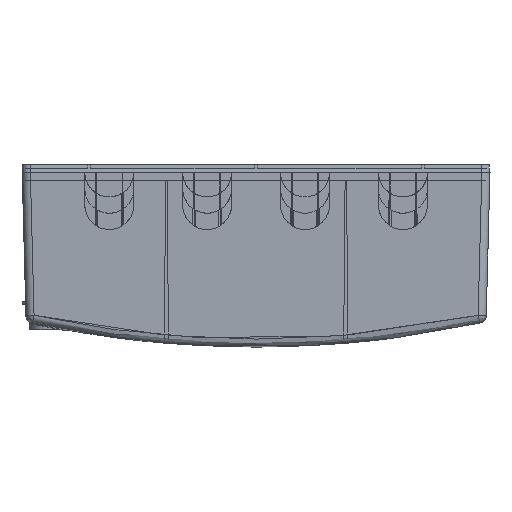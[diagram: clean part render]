
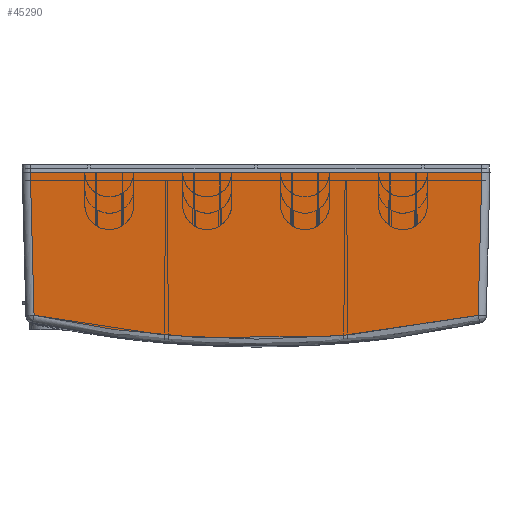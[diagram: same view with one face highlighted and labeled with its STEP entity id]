
A CAD part, left-side view. The second image highlights one B-rep face of the part: STEP entity #45290.
In plain terms, the highlighted planar face has unit normal (-1, 0, -0.026).
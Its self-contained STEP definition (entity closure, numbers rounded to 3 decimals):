
#7567 = CARTESIAN_POINT ( 'NONE',  ( -324.061, -80.063, -41.325 ) ) ;
#8723 = EDGE_CURVE ( 'NONE', #9177, #62200, #123966, .T. ) ;
#9177 = VERTEX_POINT ( 'NONE', #115423 ) ;
#9601 = CARTESIAN_POINT ( 'NONE',  ( -324.225, -115.475, -35.054 ) ) ;
#11184 = ORIENTED_EDGE ( 'NONE', *, *, #21533, .F. ) ;
#14569 = CARTESIAN_POINT ( 'NONE',  ( -326.627, -133.834, 56.646 ) ) ;
#21344 = CARTESIAN_POINT ( 'NONE',  ( -324.317, 140.689, -31.572 ) ) ;
#21533 = EDGE_CURVE ( 'NONE', #9177, #48896, #107748, .T. ) ;
#22174 = EDGE_LOOP ( 'NONE', ( #112222, #32832, #11184, #75892 ) ) ;
#25478 = VECTOR ( 'NONE', #41628, 1000. ) ;
#28147 = DIRECTION ( 'NONE',  ( 0.026, 0.026, -0.999 ) ) ;
#29883 = VECTOR ( 'NONE', #28147, 1000. ) ;
#32832 = ORIENTED_EDGE ( 'NONE', *, *, #62550, .F. ) ;
#41628 = DIRECTION ( 'NONE',  ( 0., 1., 0. ) ) ;
#45290 = ADVANCED_FACE ( 'NONE', ( #71173 ), #81372, .F. ) ;
#46216 =( BOUNDED_CURVE ( )  B_SPLINE_CURVE ( 3, ( #110950, #9601, #7567, #51063, #81678, #112312, #70799, #78978 ),
 .UNSPECIFIED., .F., .F. ) 
 B_SPLINE_CURVE_WITH_KNOTS ( ( 4, 1, 1, 1, 1, 4 ),
 ( 0., 0.18, 0.393, 0.607, 0.82, 1. ),
 .UNSPECIFIED. ) 
 CURVE ( )  GEOMETRIC_REPRESENTATION_ITEM ( )  RATIONAL_B_SPLINE_CURVE ( ( 1.165, 1.165, 1.165, 1.165, 1.165, 1.165, 1.165, 1.165 ) ) 
 REPRESENTATION_ITEM ( '' )  );
#48896 = VERTEX_POINT ( 'NONE', #102309 ) ;
#51063 = CARTESIAN_POINT ( 'NONE',  ( -323.929, -24.771, -46.386 ) ) ;
#62200 = VERTEX_POINT ( 'NONE', #111778 ) ;
#62550 = EDGE_CURVE ( 'NONE', #48896, #125279, #46216, .T. ) ;
#68231 = DIRECTION ( 'NONE',  ( 0.026, -0.026, -0.999 ) ) ;
#70799 = CARTESIAN_POINT ( 'NONE',  ( -324.225, 124.609, -35.061 ) ) ;
#71173 = FACE_OUTER_BOUND ( 'NONE', #22174, .T. ) ;
#75892 = ORIENTED_EDGE ( 'NONE', *, *, #8723, .T. ) ;
#78492 = EDGE_CURVE ( 'NONE', #62200, #125279, #86623, .T. ) ;
#78978 = CARTESIAN_POINT ( 'NONE',  ( -324.317, 140.689, -31.572 ) ) ;
#81372 = PLANE ( 'NONE',  #131028 ) ;
#81678 = CARTESIAN_POINT ( 'NONE',  ( -323.929, 33.841, -46.391 ) ) ;
#86623 = LINE ( 'NONE', #128139, #106527 ) ;
#92243 = DIRECTION ( 'NONE',  ( 1., 0., 0.026 ) ) ;
#93320 = CARTESIAN_POINT ( 'NONE',  ( -326.612, 4.582, 56.065 ) ) ;
#102309 = CARTESIAN_POINT ( 'NONE',  ( -324.317, -131.524, -31.572 ) ) ;
#106527 = VECTOR ( 'NONE', #68231, 1000. ) ;
#107748 = LINE ( 'NONE', #14569, #29883 ) ;
#110950 = CARTESIAN_POINT ( 'NONE',  ( -324.317, -131.524, -31.572 ) ) ;
#111778 = CARTESIAN_POINT ( 'NONE',  ( -326.612, 142.984, 56.065 ) ) ;
#112222 = ORIENTED_EDGE ( 'NONE', *, *, #78492, .T. ) ;
#112312 = CARTESIAN_POINT ( 'NONE',  ( -324.061, 89.165, -41.334 ) ) ;
#115423 = CARTESIAN_POINT ( 'NONE',  ( -326.612, -133.819, 56.065 ) ) ;
#123966 = LINE ( 'NONE', #93320, #25478 ) ;
#125279 = VERTEX_POINT ( 'NONE', #21344 ) ;
#128139 = CARTESIAN_POINT ( 'NONE',  ( -326.612, 142.984, 56.065 ) ) ;
#131028 = AXIS2_PLACEMENT_3D ( 'NONE', #133093, #92243, #133776 ) ;
#133093 = CARTESIAN_POINT ( 'NONE',  ( -323.876, -139.355, -48.388 ) ) ;
#133776 = DIRECTION ( 'NONE',  ( 0., 1., 0. ) ) ;
